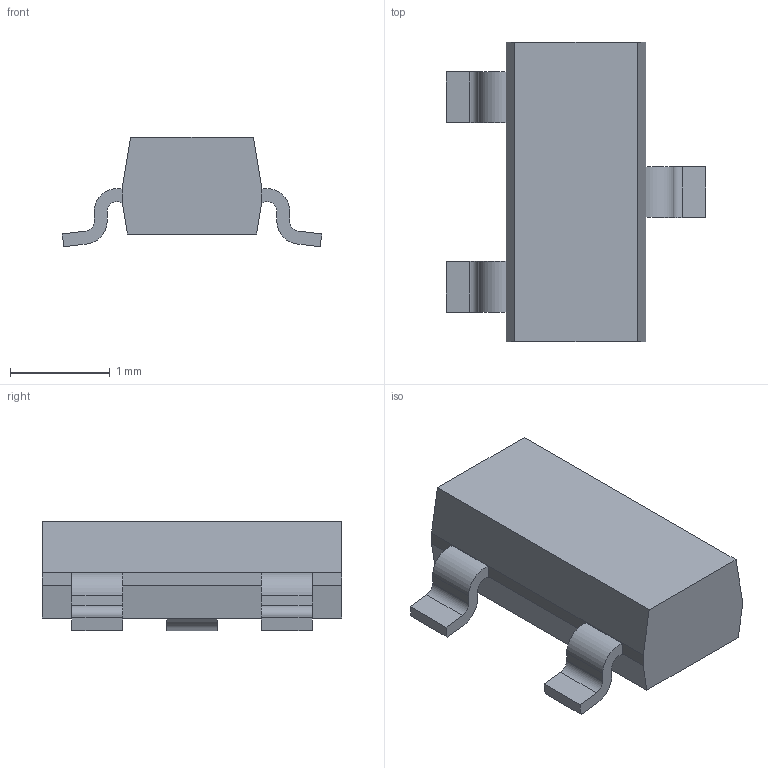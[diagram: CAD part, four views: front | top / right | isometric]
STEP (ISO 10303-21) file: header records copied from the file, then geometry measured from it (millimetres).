
FILE_DESCRIPTION(/* description */ (''),/* implementation_level */ '2;1');
FILE_NAME(/* name */ 'SOT95P250X110-3N.stp',/* time_stamp */ '2015-07-31T16:25:09+02:00',/* author */ ('bcivel'),/* organization */ (''),/* preprocessor_version */ 'ST-DEVELOPER v15.5',/* originating_system */ 'AutoCAD Mechanical',/* authorisation */ '');
FILE_SCHEMA (('AUTOMOTIVE_DESIGN { 1 0 10303 214 3 1 1 }'));
Length unit declared in the file: millimetre
Products named in the file (1): Product
Bounding box: 2.6 x 3 x 1.1 mm (x, y, z)
Volume: 4.1 mm3; surface area: 19.8 mm2
Topology: 4 solids, 4 shells, 46 faces, 114 edges, 76 vertices
Faces by surface type: plane 34, cylinder 12
Entity records: 1398 total; most frequent: CARTESIAN_POINT 237, DIRECTION 232, ORIENTED_EDGE 228, EDGE_CURVE 114, LINE 90, VECTOR 90, VERTEX_POINT 76, AXIS2_PLACEMENT_3D 71
